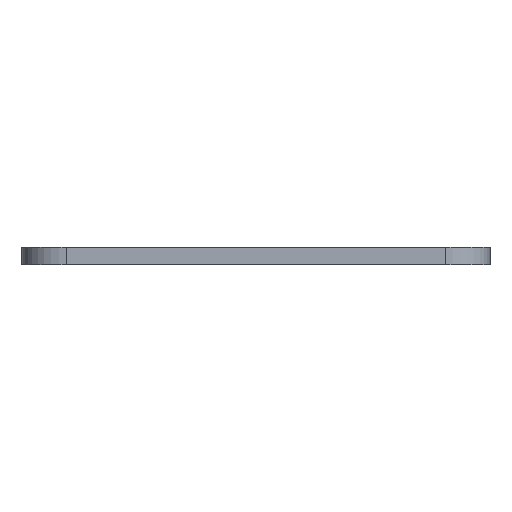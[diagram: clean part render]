
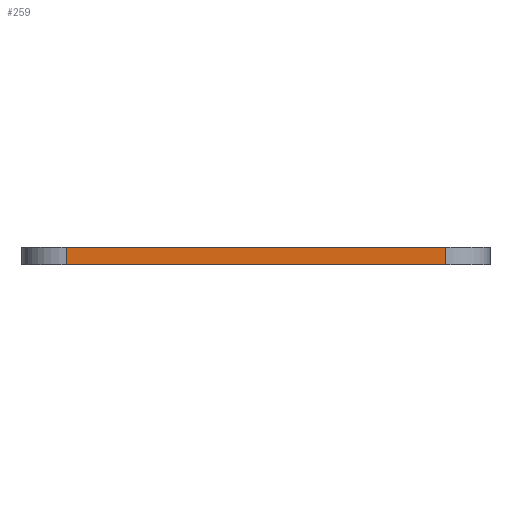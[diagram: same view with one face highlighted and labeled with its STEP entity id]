
A CAD part, left-side view. The second image highlights one B-rep face of the part: STEP entity #259.
In plain terms, the highlighted planar face has unit normal (-1, 0, 0).
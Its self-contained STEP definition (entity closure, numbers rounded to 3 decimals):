
#232 = VERTEX_POINT('',#233);
#233 = CARTESIAN_POINT('',(0.013,-38.,1.6));
#240 = EDGE_CURVE('',#241,#232,#243,.T.);
#241 = VERTEX_POINT('',#242);
#242 = CARTESIAN_POINT('',(0.013,-38.,0.));
#243 = LINE('',#244,#245);
#244 = CARTESIAN_POINT('',(0.013,-38.,0.));
#245 = VECTOR('',#246,1.);
#246 = DIRECTION('',(0.,0.,1.));
#259 = ADVANCED_FACE('',(#260),#285,.T.);
#260 = FACE_BOUND('',#261,.T.);
#261 = EDGE_LOOP('',(#262,#263,#271,#279));
#262 = ORIENTED_EDGE('',*,*,#240,.T.);
#263 = ORIENTED_EDGE('',*,*,#264,.T.);
#264 = EDGE_CURVE('',#232,#265,#267,.T.);
#265 = VERTEX_POINT('',#266);
#266 = CARTESIAN_POINT('',(0.013,-4.,1.6));
#267 = LINE('',#268,#269);
#268 = CARTESIAN_POINT('',(0.013,-38.,1.6));
#269 = VECTOR('',#270,1.);
#270 = DIRECTION('',(0.,1.,0.));
#271 = ORIENTED_EDGE('',*,*,#272,.F.);
#272 = EDGE_CURVE('',#273,#265,#275,.T.);
#273 = VERTEX_POINT('',#274);
#274 = CARTESIAN_POINT('',(0.013,-4.,0.));
#275 = LINE('',#276,#277);
#276 = CARTESIAN_POINT('',(0.013,-4.,0.));
#277 = VECTOR('',#278,1.);
#278 = DIRECTION('',(0.,0.,1.));
#279 = ORIENTED_EDGE('',*,*,#280,.F.);
#280 = EDGE_CURVE('',#241,#273,#281,.T.);
#281 = LINE('',#282,#283);
#282 = CARTESIAN_POINT('',(0.013,-38.,0.));
#283 = VECTOR('',#284,1.);
#284 = DIRECTION('',(0.,1.,0.));
#285 = PLANE('',#286);
#286 = AXIS2_PLACEMENT_3D('',#287,#288,#289);
#287 = CARTESIAN_POINT('',(0.013,-38.,0.));
#288 = DIRECTION('',(-1.,0.,0.));
#289 = DIRECTION('',(0.,1.,0.));
